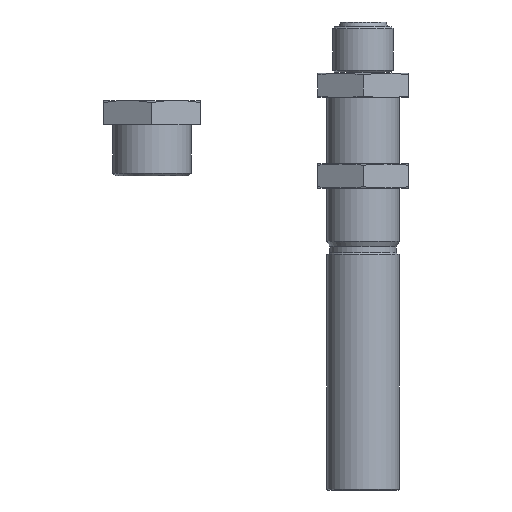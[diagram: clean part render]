
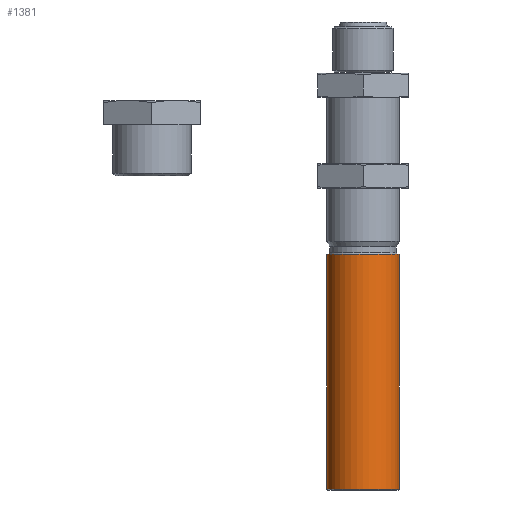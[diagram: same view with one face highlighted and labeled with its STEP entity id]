
A CAD part, front view. The second image highlights one B-rep face of the part: STEP entity #1381.
In plain terms, the highlighted cylindrical face has radius 12 mm (diameter 24 mm), a full revolution.
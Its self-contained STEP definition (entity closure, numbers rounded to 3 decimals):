
#131=CYLINDRICAL_SURFACE('',#1569,12.);
#410=ORIENTED_EDGE('',*,*,#695,.F.);
#411=ORIENTED_EDGE('',*,*,#694,.T.);
#694=EDGE_CURVE('',#849,#849,#953,.T.);
#695=EDGE_CURVE('',#850,#850,#954,.T.);
#849=VERTEX_POINT('',#2323);
#850=VERTEX_POINT('',#2326);
#953=CIRCLE('',#1568,12.);
#954=CIRCLE('',#1570,12.);
#1054=EDGE_LOOP('',(#410));
#1055=EDGE_LOOP('',(#411));
#1205=FACE_BOUND('',#1054,.T.);
#1206=FACE_BOUND('',#1055,.T.);
#1381=ADVANCED_FACE('',(#1205,#1206),#131,.T.);
#1568=AXIS2_PLACEMENT_3D('',#2322,#1850,#1851);
#1569=AXIS2_PLACEMENT_3D('',#2324,#1852,#1853);
#1570=AXIS2_PLACEMENT_3D('',#2325,#1854,#1855);
#1850=DIRECTION('',(0.,0.,-1.));
#1851=DIRECTION('',(-1.,0.,0.));
#1852=DIRECTION('',(0.,0.,-1.));
#1853=DIRECTION('',(-1.,0.,0.));
#1854=DIRECTION('',(0.,0.,-1.));
#1855=DIRECTION('',(-1.,0.,0.));
#2322=CARTESIAN_POINT('',(0.,0.,-60.));
#2323=CARTESIAN_POINT('',(-12.,0.,-60.));
#2324=CARTESIAN_POINT('',(0.,0.,-138.));
#2325=CARTESIAN_POINT('',(0.,0.,-137.8));
#2326=CARTESIAN_POINT('',(-12.,0.,-137.8));
